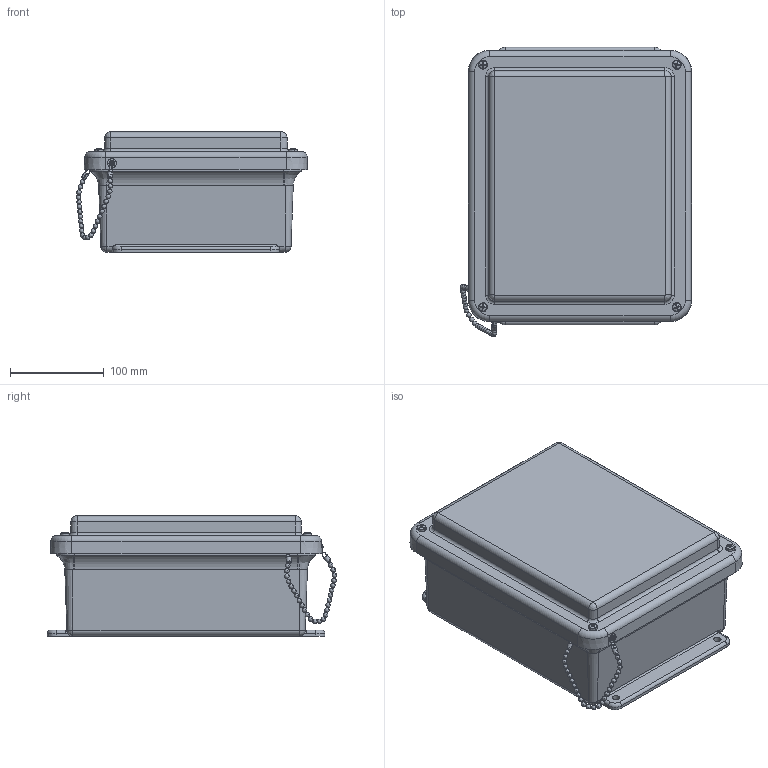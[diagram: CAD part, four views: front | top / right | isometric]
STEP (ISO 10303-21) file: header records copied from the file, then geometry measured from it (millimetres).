
FILE_DESCRIPTION(/* description */ (''),/* implementation_level */ '2;1');
FILE_NAME(/* name */ 'HW-J100805SC.stp',/* time_stamp */ '2014-03-17T11:39:16-05:00',/* author */ ('pmescher'),/* organization */ (''),/* preprocessor_version */ 'ST-DEVELOPER v15.2',/* originating_system */ 'Autodesk Inventor 2014',/* authorisation */ '');
FILE_SCHEMA (('AUTOMOTIVE_DESIGN { 1 0 10303 214 3 1 1 }'));
Length unit declared in the file: inch
Products named in the file (21): J1008W_1; RMINS45821P_1; RMINS45821P_2; RMINS45821P_3; RMINS45821P_4; RMINS45821P_5; RMINS45821P_6; RMINS45821P_7; RMINS45821P_8; J1008BW; J1008WACVR; GASKET_1008; WP1008WU; RMSC10X063PHCPH; RMRIV44; RMWAS283X126X026; END; CURVED CHAIN_1008; 10SS_1008; RMRIV43; J1008WA_STP
Bounding box: 246.24 x 307.86 x 128.23 mm (x, y, z)
Volume: 1012020.5 mm3; surface area: 535043.9 mm2
Topology: 21 solids, 21 shells, 913 faces, 2281 edges, 1427 vertices
Faces by surface type: cylinder 303, cone 221, plane 197, bspline 96, torus 60, sphere 36
Full cylindrical faces by diameter (mm): 3.175 x2, 3.2 x1, 3.556 x5, 3.683 x4, 3.861 x5, 3.962 x7, 3.967 x80, 4.762 x2, 4.826 x80, 5.537 x4, 6.35 x2, 6.858 x8, 7.188 x1
Entity records: 19969 total; most frequent: CARTESIAN_POINT 7701, DIRECTION 2640, ORIENTED_EDGE 2184, AXIS2_PLACEMENT_3D 1138, EDGE_CURVE 1092, EDGE_LOOP 783, VERTEX_POINT 743, CIRCLE 574
